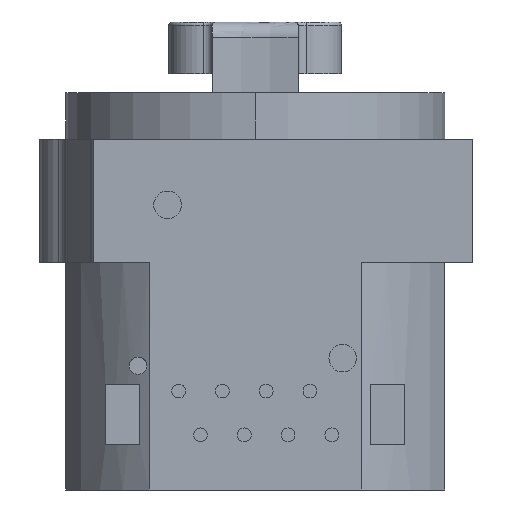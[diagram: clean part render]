
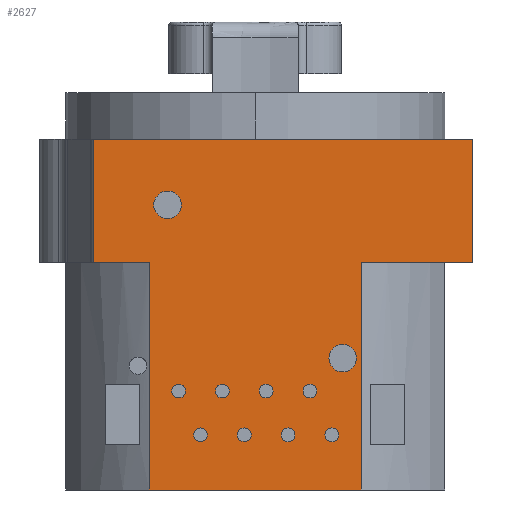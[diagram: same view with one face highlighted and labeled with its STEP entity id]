
A CAD part, front view. The second image highlights one B-rep face of the part: STEP entity #2627.
In plain terms, the highlighted planar face has unit normal (0, -1, 0).
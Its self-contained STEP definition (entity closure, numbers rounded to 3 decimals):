
#225=DIRECTION('',(-1.,0.,0.));
#226=VECTOR('',#225,12.3);
#227=CARTESIAN_POINT('',(6.15,-12.5,-20.35));
#228=LINE('',#227,#226);
#394=DIRECTION('',(-1.,0.,0.));
#395=VECTOR('',#394,6.45);
#396=CARTESIAN_POINT('',(12.6,-12.5,-7.15));
#397=LINE('',#396,#395);
#398=DIRECTION('',(0.,0.,1.));
#399=VECTOR('',#398,13.2);
#400=CARTESIAN_POINT('',(6.15,-12.5,-20.35));
#401=LINE('',#400,#399);
#402=DIRECTION('',(0.,0.,1.));
#403=VECTOR('',#402,13.2);
#404=CARTESIAN_POINT('',(-6.15,-12.5,-20.35));
#405=LINE('',#404,#403);
#406=DIRECTION('',(-1.,0.,0.));
#407=VECTOR('',#406,3.25);
#408=CARTESIAN_POINT('',(-6.15,-12.5,-7.15));
#409=LINE('',#408,#407);
#410=DIRECTION('',(0.,0.,-1.));
#411=VECTOR('',#410,7.15);
#412=CARTESIAN_POINT('',(12.6,-12.5,0.));
#413=LINE('',#412,#411);
#414=CARTESIAN_POINT('',(-5.08,-12.5,-3.81));
#415=DIRECTION('',(0.,1.,0.));
#416=DIRECTION('',(1.,0.,0.));
#417=AXIS2_PLACEMENT_3D('',#414,#415,#416);
#419=CARTESIAN_POINT('',(-5.08,-12.5,-3.81));
#420=DIRECTION('',(0.,1.,0.));
#421=DIRECTION('',(-1.,0.,0.));
#422=AXIS2_PLACEMENT_3D('',#419,#420,#421);
#424=CARTESIAN_POINT('',(5.08,-12.5,-12.7));
#425=DIRECTION('',(0.,1.,0.));
#426=DIRECTION('',(1.,0.,0.));
#427=AXIS2_PLACEMENT_3D('',#424,#425,#426);
#429=CARTESIAN_POINT('',(5.08,-12.5,-12.7));
#430=DIRECTION('',(0.,1.,0.));
#431=DIRECTION('',(-1.,0.,0.));
#432=AXIS2_PLACEMENT_3D('',#429,#430,#431);
#434=CARTESIAN_POINT('',(-4.44,-12.5,-14.61));
#435=DIRECTION('',(0.,1.,0.));
#436=DIRECTION('',(-1.,0.,0.));
#437=AXIS2_PLACEMENT_3D('',#434,#435,#436);
#439=CARTESIAN_POINT('',(-4.44,-12.5,-14.61));
#440=DIRECTION('',(0.,1.,0.));
#441=DIRECTION('',(1.,0.,0.));
#442=AXIS2_PLACEMENT_3D('',#439,#440,#441);
#444=CARTESIAN_POINT('',(-3.17,-12.5,-17.15));
#445=DIRECTION('',(0.,1.,0.));
#446=DIRECTION('',(-1.,0.,0.));
#447=AXIS2_PLACEMENT_3D('',#444,#445,#446);
#449=CARTESIAN_POINT('',(-3.17,-12.5,-17.15));
#450=DIRECTION('',(0.,1.,0.));
#451=DIRECTION('',(1.,0.,0.));
#452=AXIS2_PLACEMENT_3D('',#449,#450,#451);
#454=CARTESIAN_POINT('',(-1.9,-12.5,-14.61));
#455=DIRECTION('',(0.,1.,0.));
#456=DIRECTION('',(-1.,0.,0.));
#457=AXIS2_PLACEMENT_3D('',#454,#455,#456);
#459=CARTESIAN_POINT('',(-1.9,-12.5,-14.61));
#460=DIRECTION('',(0.,1.,0.));
#461=DIRECTION('',(1.,0.,0.));
#462=AXIS2_PLACEMENT_3D('',#459,#460,#461);
#464=CARTESIAN_POINT('',(-0.63,-12.5,-17.15));
#465=DIRECTION('',(0.,1.,0.));
#466=DIRECTION('',(-1.,0.,0.));
#467=AXIS2_PLACEMENT_3D('',#464,#465,#466);
#469=CARTESIAN_POINT('',(-0.63,-12.5,-17.15));
#470=DIRECTION('',(0.,1.,0.));
#471=DIRECTION('',(1.,0.,0.));
#472=AXIS2_PLACEMENT_3D('',#469,#470,#471);
#474=CARTESIAN_POINT('',(0.64,-12.5,-14.61));
#475=DIRECTION('',(0.,1.,0.));
#476=DIRECTION('',(-1.,0.,0.));
#477=AXIS2_PLACEMENT_3D('',#474,#475,#476);
#479=CARTESIAN_POINT('',(0.64,-12.5,-14.61));
#480=DIRECTION('',(0.,1.,0.));
#481=DIRECTION('',(1.,0.,0.));
#482=AXIS2_PLACEMENT_3D('',#479,#480,#481);
#484=CARTESIAN_POINT('',(1.91,-12.5,-17.15));
#485=DIRECTION('',(0.,1.,0.));
#486=DIRECTION('',(-1.,0.,0.));
#487=AXIS2_PLACEMENT_3D('',#484,#485,#486);
#489=CARTESIAN_POINT('',(1.91,-12.5,-17.15));
#490=DIRECTION('',(0.,1.,0.));
#491=DIRECTION('',(1.,0.,0.));
#492=AXIS2_PLACEMENT_3D('',#489,#490,#491);
#494=CARTESIAN_POINT('',(3.18,-12.5,-14.61));
#495=DIRECTION('',(0.,1.,0.));
#496=DIRECTION('',(-1.,0.,0.));
#497=AXIS2_PLACEMENT_3D('',#494,#495,#496);
#499=CARTESIAN_POINT('',(3.18,-12.5,-14.61));
#500=DIRECTION('',(0.,1.,0.));
#501=DIRECTION('',(1.,0.,0.));
#502=AXIS2_PLACEMENT_3D('',#499,#500,#501);
#504=CARTESIAN_POINT('',(4.45,-12.5,-17.15));
#505=DIRECTION('',(0.,1.,0.));
#506=DIRECTION('',(-1.,0.,0.));
#507=AXIS2_PLACEMENT_3D('',#504,#505,#506);
#509=CARTESIAN_POINT('',(4.45,-12.5,-17.15));
#510=DIRECTION('',(0.,1.,0.));
#511=DIRECTION('',(1.,0.,0.));
#512=AXIS2_PLACEMENT_3D('',#509,#510,#511);
#522=DIRECTION('',(0.,0.,-1.));
#523=VECTOR('',#522,7.15);
#524=CARTESIAN_POINT('',(-9.4,-12.5,0.));
#525=LINE('',#524,#523);
#552=DIRECTION('',(-1.,0.,0.));
#553=VECTOR('',#552,22.);
#554=CARTESIAN_POINT('',(12.6,-12.5,0.));
#555=LINE('',#554,#553);
#1878=CARTESIAN_POINT('',(12.6,-12.5,0.));
#1879=CARTESIAN_POINT('',(-9.4,-12.5,0.));
#1880=VERTEX_POINT('',#1878);
#1881=VERTEX_POINT('',#1879);
#2061=CARTESIAN_POINT('',(-4.28,-12.5,-3.81));
#2062=CARTESIAN_POINT('',(-5.88,-12.5,-3.81));
#2063=VERTEX_POINT('',#2061);
#2064=VERTEX_POINT('',#2062);
#2065=CARTESIAN_POINT('',(5.88,-12.5,-12.7));
#2066=CARTESIAN_POINT('',(4.28,-12.5,-12.7));
#2067=VERTEX_POINT('',#2065);
#2068=VERTEX_POINT('',#2066);
#2105=CARTESIAN_POINT('',(-4.84,-12.5,-14.61));
#2106=CARTESIAN_POINT('',(-4.04,-12.5,-14.61));
#2107=VERTEX_POINT('',#2105);
#2108=VERTEX_POINT('',#2106);
#2109=CARTESIAN_POINT('',(-3.57,-12.5,-17.15));
#2110=CARTESIAN_POINT('',(-2.77,-12.5,-17.15));
#2111=VERTEX_POINT('',#2109);
#2112=VERTEX_POINT('',#2110);
#2113=CARTESIAN_POINT('',(-2.3,-12.5,-14.61));
#2114=CARTESIAN_POINT('',(-1.5,-12.5,-14.61));
#2115=VERTEX_POINT('',#2113);
#2116=VERTEX_POINT('',#2114);
#2117=CARTESIAN_POINT('',(-1.03,-12.5,-17.15));
#2118=CARTESIAN_POINT('',(-0.23,-12.5,-17.15));
#2119=VERTEX_POINT('',#2117);
#2120=VERTEX_POINT('',#2118);
#2121=CARTESIAN_POINT('',(0.24,-12.5,-14.61));
#2122=CARTESIAN_POINT('',(1.04,-12.5,-14.61));
#2123=VERTEX_POINT('',#2121);
#2124=VERTEX_POINT('',#2122);
#2125=CARTESIAN_POINT('',(1.51,-12.5,-17.15));
#2126=CARTESIAN_POINT('',(2.31,-12.5,-17.15));
#2127=VERTEX_POINT('',#2125);
#2128=VERTEX_POINT('',#2126);
#2129=CARTESIAN_POINT('',(2.78,-12.5,-14.61));
#2130=CARTESIAN_POINT('',(3.58,-12.5,-14.61));
#2131=VERTEX_POINT('',#2129);
#2132=VERTEX_POINT('',#2130);
#2133=CARTESIAN_POINT('',(4.05,-12.5,-17.15));
#2134=CARTESIAN_POINT('',(4.85,-12.5,-17.15));
#2135=VERTEX_POINT('',#2133);
#2136=VERTEX_POINT('',#2134);
#2189=CARTESIAN_POINT('',(-6.15,-12.5,-20.35));
#2190=VERTEX_POINT('',#2189);
#2191=CARTESIAN_POINT('',(6.15,-12.5,-20.35));
#2192=VERTEX_POINT('',#2191);
#2193=CARTESIAN_POINT('',(12.6,-12.5,-7.15));
#2194=CARTESIAN_POINT('',(6.15,-12.5,-7.15));
#2195=VERTEX_POINT('',#2193);
#2196=VERTEX_POINT('',#2194);
#2197=CARTESIAN_POINT('',(-6.15,-12.5,-7.15));
#2198=CARTESIAN_POINT('',(-9.4,-12.5,-7.15));
#2199=VERTEX_POINT('',#2197);
#2200=VERTEX_POINT('',#2198);
#2547=CARTESIAN_POINT('',(12.6,-12.5,0.));
#2548=DIRECTION('',(0.,1.,0.));
#2549=DIRECTION('',(-1.,0.,0.));
#2550=AXIS2_PLACEMENT_3D('',#2547,#2548,#2549);
#2551=PLANE('',#2550);
#2552=ORIENTED_EDGE('',*,*,#2458,.T.);
#2554=ORIENTED_EDGE('',*,*,#2553,.F.);
#2555=ORIENTED_EDGE('',*,*,#2336,.T.);
#2557=ORIENTED_EDGE('',*,*,#2556,.T.);
#2558=ORIENTED_EDGE('',*,*,#2485,.T.);
#2560=ORIENTED_EDGE('',*,*,#2559,.F.);
#2562=ORIENTED_EDGE('',*,*,#2561,.F.);
#2564=ORIENTED_EDGE('',*,*,#2563,.T.);
#2565=EDGE_LOOP('',(#2552,#2554,#2555,#2557,#2558,#2560,#2562,#2564));
#2566=FACE_OUTER_BOUND('',#2565,.F.);
#2568=ORIENTED_EDGE('',*,*,#2567,.F.);
#2570=ORIENTED_EDGE('',*,*,#2569,.F.);
#2571=EDGE_LOOP('',(#2568,#2570));
#2572=FACE_BOUND('',#2571,.F.);
#2574=ORIENTED_EDGE('',*,*,#2573,.F.);
#2576=ORIENTED_EDGE('',*,*,#2575,.F.);
#2577=EDGE_LOOP('',(#2574,#2576));
#2578=FACE_BOUND('',#2577,.F.);
#2580=ORIENTED_EDGE('',*,*,#2579,.F.);
#2582=ORIENTED_EDGE('',*,*,#2581,.F.);
#2583=EDGE_LOOP('',(#2580,#2582));
#2584=FACE_BOUND('',#2583,.F.);
#2586=ORIENTED_EDGE('',*,*,#2585,.F.);
#2588=ORIENTED_EDGE('',*,*,#2587,.F.);
#2589=EDGE_LOOP('',(#2586,#2588));
#2590=FACE_BOUND('',#2589,.F.);
#2592=ORIENTED_EDGE('',*,*,#2591,.F.);
#2594=ORIENTED_EDGE('',*,*,#2593,.F.);
#2595=EDGE_LOOP('',(#2592,#2594));
#2596=FACE_BOUND('',#2595,.F.);
#2598=ORIENTED_EDGE('',*,*,#2597,.F.);
#2600=ORIENTED_EDGE('',*,*,#2599,.F.);
#2601=EDGE_LOOP('',(#2598,#2600));
#2602=FACE_BOUND('',#2601,.F.);
#2604=ORIENTED_EDGE('',*,*,#2603,.F.);
#2606=ORIENTED_EDGE('',*,*,#2605,.F.);
#2607=EDGE_LOOP('',(#2604,#2606));
#2608=FACE_BOUND('',#2607,.F.);
#2610=ORIENTED_EDGE('',*,*,#2609,.F.);
#2612=ORIENTED_EDGE('',*,*,#2611,.F.);
#2613=EDGE_LOOP('',(#2610,#2612));
#2614=FACE_BOUND('',#2613,.F.);
#2616=ORIENTED_EDGE('',*,*,#2615,.F.);
#2618=ORIENTED_EDGE('',*,*,#2617,.F.);
#2619=EDGE_LOOP('',(#2616,#2618));
#2620=FACE_BOUND('',#2619,.F.);
#2622=ORIENTED_EDGE('',*,*,#2621,.F.);
#2624=ORIENTED_EDGE('',*,*,#2623,.F.);
#2625=EDGE_LOOP('',(#2622,#2624));
#2626=FACE_BOUND('',#2625,.F.);
#418=CIRCLE('',#417,0.8);
#423=CIRCLE('',#422,0.8);
#428=CIRCLE('',#427,0.8);
#433=CIRCLE('',#432,0.8);
#438=CIRCLE('',#437,0.4);
#443=CIRCLE('',#442,0.4);
#448=CIRCLE('',#447,0.4);
#453=CIRCLE('',#452,0.4);
#458=CIRCLE('',#457,0.4);
#463=CIRCLE('',#462,0.4);
#468=CIRCLE('',#467,0.4);
#473=CIRCLE('',#472,0.4);
#478=CIRCLE('',#477,0.4);
#483=CIRCLE('',#482,0.4);
#488=CIRCLE('',#487,0.4);
#493=CIRCLE('',#492,0.4);
#498=CIRCLE('',#497,0.4);
#503=CIRCLE('',#502,0.4);
#508=CIRCLE('',#507,0.4);
#513=CIRCLE('',#512,0.4);
#2336=EDGE_CURVE('',#2192,#2190,#228,.T.);
#2458=EDGE_CURVE('',#2195,#2196,#397,.T.);
#2485=EDGE_CURVE('',#2199,#2200,#409,.T.);
#2553=EDGE_CURVE('',#2192,#2196,#401,.T.);
#2556=EDGE_CURVE('',#2190,#2199,#405,.T.);
#2559=EDGE_CURVE('',#1881,#2200,#525,.T.);
#2561=EDGE_CURVE('',#1880,#1881,#555,.T.);
#2563=EDGE_CURVE('',#1880,#2195,#413,.T.);
#2567=EDGE_CURVE('',#2063,#2064,#418,.T.);
#2569=EDGE_CURVE('',#2064,#2063,#423,.T.);
#2573=EDGE_CURVE('',#2067,#2068,#428,.T.);
#2575=EDGE_CURVE('',#2068,#2067,#433,.T.);
#2579=EDGE_CURVE('',#2107,#2108,#438,.T.);
#2581=EDGE_CURVE('',#2108,#2107,#443,.T.);
#2585=EDGE_CURVE('',#2111,#2112,#448,.T.);
#2587=EDGE_CURVE('',#2112,#2111,#453,.T.);
#2591=EDGE_CURVE('',#2115,#2116,#458,.T.);
#2593=EDGE_CURVE('',#2116,#2115,#463,.T.);
#2597=EDGE_CURVE('',#2119,#2120,#468,.T.);
#2599=EDGE_CURVE('',#2120,#2119,#473,.T.);
#2603=EDGE_CURVE('',#2123,#2124,#478,.T.);
#2605=EDGE_CURVE('',#2124,#2123,#483,.T.);
#2609=EDGE_CURVE('',#2127,#2128,#488,.T.);
#2611=EDGE_CURVE('',#2128,#2127,#493,.T.);
#2615=EDGE_CURVE('',#2131,#2132,#498,.T.);
#2617=EDGE_CURVE('',#2132,#2131,#503,.T.);
#2621=EDGE_CURVE('',#2135,#2136,#508,.T.);
#2623=EDGE_CURVE('',#2136,#2135,#513,.T.);
#2627=ADVANCED_FACE('',(#2566,#2572,#2578,#2584,#2590,#2596,#2602,#2608,#2614,
#2620,#2626),#2551,.F.);
